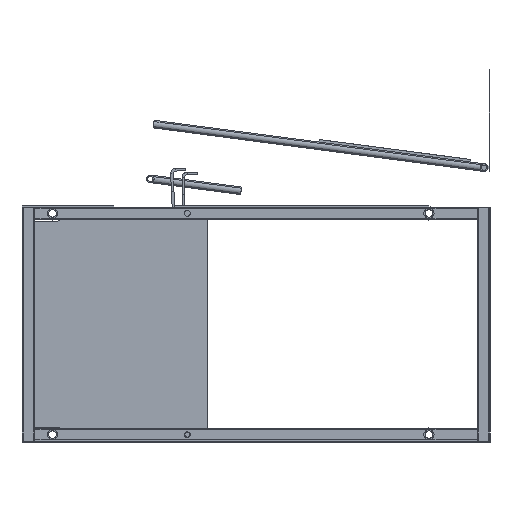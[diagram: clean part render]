
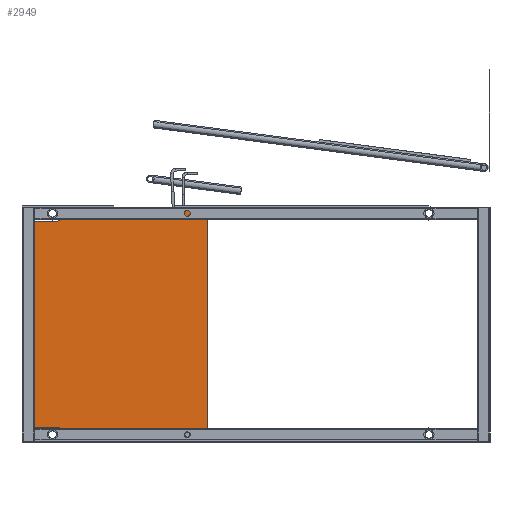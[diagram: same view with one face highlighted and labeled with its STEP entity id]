
A CAD part, left-side view. The second image highlights one B-rep face of the part: STEP entity #2949.
In plain terms, the highlighted planar face has unit normal (-1, 0, 0).
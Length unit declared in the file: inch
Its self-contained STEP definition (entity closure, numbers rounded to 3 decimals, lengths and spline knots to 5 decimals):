
#407=CIRCLE('',#3422,0.25);
#408=CIRCLE('',#3423,0.25);
#631=FACE_OUTER_BOUND('',#873,.T.);
#873=EDGE_LOOP('',(#2401,#2402,#2403,#2404,#2405,#2406,#2407,#2408,#2409,
#2410));
#1099=LINE('',#5097,#1331);
#1100=LINE('',#5099,#1332);
#1101=LINE('',#5101,#1333);
#1102=LINE('',#5103,#1334);
#1103=LINE('',#5105,#1335);
#1104=LINE('',#5109,#1336);
#1105=LINE('',#5111,#1337);
#1106=LINE('',#5113,#1338);
#1331=VECTOR('',#4097,1.125);
#1332=VECTOR('',#4098,14.5);
#1333=VECTOR('',#4099,23.);
#1334=VECTOR('',#4100,14.5);
#1335=VECTOR('',#4101,1.125);
#1336=VECTOR('',#4104,3.5);
#1337=VECTOR('',#4105,20.25);
#1338=VECTOR('',#4106,3.5);
#1587=VERTEX_POINT('',#5095);
#1588=VERTEX_POINT('',#5096);
#1589=VERTEX_POINT('',#5098);
#1590=VERTEX_POINT('',#5100);
#1591=VERTEX_POINT('',#5102);
#1592=VERTEX_POINT('',#5104);
#1593=VERTEX_POINT('',#5106);
#1594=VERTEX_POINT('',#5108);
#1595=VERTEX_POINT('',#5110);
#1596=VERTEX_POINT('',#5112);
#1879=EDGE_CURVE('',#1587,#1588,#1099,.T.);
#1880=EDGE_CURVE('',#1588,#1589,#1100,.T.);
#1881=EDGE_CURVE('',#1589,#1590,#1101,.T.);
#1882=EDGE_CURVE('',#1590,#1591,#1102,.T.);
#1883=EDGE_CURVE('',#1591,#1592,#1103,.T.);
#1884=EDGE_CURVE('',#1593,#1592,#407,.T.);
#1885=EDGE_CURVE('',#1593,#1594,#1104,.T.);
#1886=EDGE_CURVE('',#1594,#1595,#1105,.T.);
#1887=EDGE_CURVE('',#1595,#1596,#1106,.T.);
#1888=EDGE_CURVE('',#1587,#1596,#408,.T.);
#2401=ORIENTED_EDGE('',*,*,#1879,.T.);
#2402=ORIENTED_EDGE('',*,*,#1880,.T.);
#2403=ORIENTED_EDGE('',*,*,#1881,.T.);
#2404=ORIENTED_EDGE('',*,*,#1882,.T.);
#2405=ORIENTED_EDGE('',*,*,#1883,.T.);
#2406=ORIENTED_EDGE('',*,*,#1884,.F.);
#2407=ORIENTED_EDGE('',*,*,#1885,.T.);
#2408=ORIENTED_EDGE('',*,*,#1886,.T.);
#2409=ORIENTED_EDGE('',*,*,#1887,.T.);
#2410=ORIENTED_EDGE('',*,*,#1888,.F.);
#2793=PLANE('',#3421);
#2949=ADVANCED_FACE('',(#631),#2793,.F.);
#3421=AXIS2_PLACEMENT_3D('',#5094,#4095,#4096);
#3422=AXIS2_PLACEMENT_3D('',#5107,#4102,#4103);
#3423=AXIS2_PLACEMENT_3D('',#5114,#4107,#4108);
#4095=DIRECTION('center_axis',(1.,0.,0.));
#4096=DIRECTION('ref_axis',(0.,0.,-1.));
#4097=DIRECTION('',(0.,0.,-1.));
#4098=DIRECTION('',(0.,-1.,0.));
#4099=DIRECTION('',(0.,0.,1.));
#4100=DIRECTION('',(0.,1.,0.));
#4101=DIRECTION('',(0.,0.,-1.));
#4102=DIRECTION('center_axis',(-1.,0.,0.));
#4103=DIRECTION('ref_axis',(0.,0.,-1.));
#4104=DIRECTION('',(0.,1.,0.));
#4105=DIRECTION('',(0.,0.,-1.));
#4106=DIRECTION('',(0.,-1.,0.));
#4107=DIRECTION('center_axis',(-1.,0.,0.));
#4108=DIRECTION('ref_axis',(0.,-1.,0.));
#5094=CARTESIAN_POINT('Origin',(0.,0.,0.));
#5095=CARTESIAN_POINT('',(0.,14.5,-21.875));
#5096=CARTESIAN_POINT('',(0.,14.5,-23.));
#5097=CARTESIAN_POINT('',(0.,14.5,-21.875));
#5098=CARTESIAN_POINT('',(0.,0.,-23.));
#5099=CARTESIAN_POINT('',(0.,14.5,-23.));
#5100=CARTESIAN_POINT('',(0.,0.,0.));
#5101=CARTESIAN_POINT('',(0.,0.,-23.));
#5102=CARTESIAN_POINT('',(0.,14.5,0.));
#5103=CARTESIAN_POINT('',(0.,0.,0.));
#5104=CARTESIAN_POINT('',(0.,14.5,-1.125));
#5105=CARTESIAN_POINT('',(0.,14.5,0.));
#5106=CARTESIAN_POINT('',(0.,14.75,-1.375));
#5107=CARTESIAN_POINT('Origin',(0.,14.75,-1.125));
#5108=CARTESIAN_POINT('',(0.,18.25,-1.375));
#5109=CARTESIAN_POINT('',(0.,14.75,-1.375));
#5110=CARTESIAN_POINT('',(0.,18.25,-21.625));
#5111=CARTESIAN_POINT('',(0.,18.25,-1.375));
#5112=CARTESIAN_POINT('',(0.,14.75,-21.625));
#5113=CARTESIAN_POINT('',(0.,18.25,-21.625));
#5114=CARTESIAN_POINT('Origin',(0.,14.75,-21.875));
